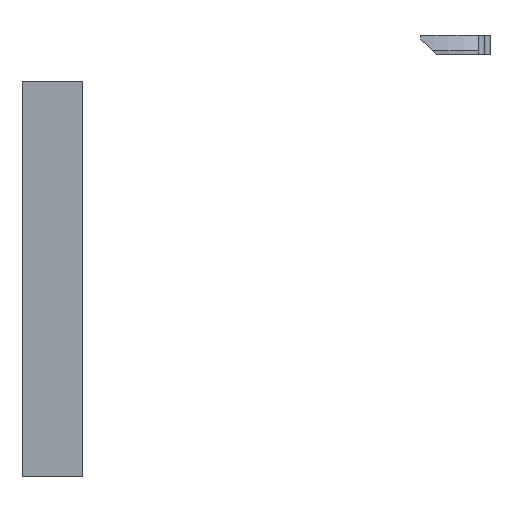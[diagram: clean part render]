
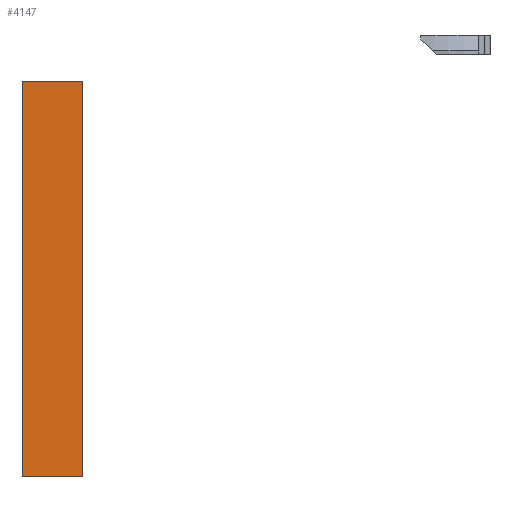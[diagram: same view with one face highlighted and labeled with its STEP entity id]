
A CAD part, front view. The second image highlights one B-rep face of the part: STEP entity #4147.
In plain terms, the highlighted planar face has unit normal (0, -1, 0).
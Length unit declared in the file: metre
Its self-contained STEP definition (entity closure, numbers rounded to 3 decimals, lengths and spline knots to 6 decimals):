
#232=PLANE('',#4421);
#396=LINE('',#5544,#866);
#399=LINE('',#5550,#869);
#402=LINE('',#5556,#872);
#404=LINE('',#5559,#874);
#866=VECTOR('',#4681,1.);
#869=VECTOR('',#4686,1.);
#872=VECTOR('',#4691,1.);
#874=VECTOR('',#4695,1.);
#1432=ORIENTED_EDGE('',*,*,#2619,.F.);
#1433=ORIENTED_EDGE('',*,*,#2622,.T.);
#1434=ORIENTED_EDGE('',*,*,#2625,.T.);
#1435=ORIENTED_EDGE('',*,*,#2627,.F.);
#2619=EDGE_CURVE('',#3229,#3226,#396,.T.);
#2622=EDGE_CURVE('',#3229,#3231,#399,.T.);
#2625=EDGE_CURVE('',#3231,#3233,#402,.T.);
#2627=EDGE_CURVE('',#3226,#3233,#404,.T.);
#3226=VERTEX_POINT('',#5538);
#3229=VERTEX_POINT('',#5543);
#3231=VERTEX_POINT('',#5549);
#3233=VERTEX_POINT('',#5555);
#3658=EDGE_LOOP('',(#1432,#1433,#1434,#1435));
#3900=FACE_BOUND('',#3658,.T.);
#4147=ADVANCED_FACE('',(#3900),#232,.T.);
#4421=AXIS2_PLACEMENT_3D('',#5560,#4696,#4697);
#4681=DIRECTION('',(0.,0.,1.));
#4686=DIRECTION('',(1.,0.,0.));
#4691=DIRECTION('',(0.,0.,1.));
#4695=DIRECTION('',(1.,0.,0.));
#4696=DIRECTION('',(0.,-1.,0.));
#4697=DIRECTION('',(1.,0.,0.));
#5538=CARTESIAN_POINT('',(-0.06751,0.015,0.0524));
#5543=CARTESIAN_POINT('',(-0.06751,0.015,-0.0496));
#5544=CARTESIAN_POINT('',(-0.06751,0.015,0.0014));
#5549=CARTESIAN_POINT('',(-0.05177,0.015,-0.0496));
#5550=CARTESIAN_POINT('',(-0.05964,0.015,-0.0496));
#5555=CARTESIAN_POINT('',(-0.05177,0.015,0.0524));
#5556=CARTESIAN_POINT('',(-0.05177,0.015,0.0014));
#5559=CARTESIAN_POINT('',(-0.05964,0.015,0.0524));
#5560=CARTESIAN_POINT('',(-0.01251,0.015,0.0014));
